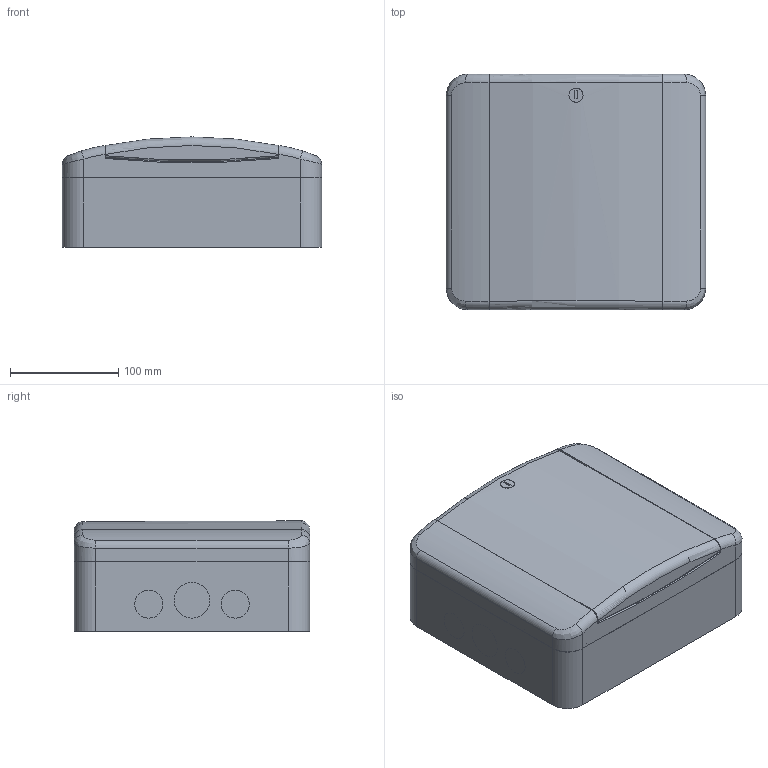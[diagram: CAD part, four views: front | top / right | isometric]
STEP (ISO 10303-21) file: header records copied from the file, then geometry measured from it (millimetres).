
FILE_DESCRIPTION (( 'STEP AP214' ), '1' );
FILE_NAME ('鍔膲8 捘.STEP', '2023-04-12T07:34:13', ( '' ), ( '' ), 'SwSTEP 2.0', 'SolidWorks 2021', '' );
FILE_SCHEMA (( 'AUTOMOTIVE_DESIGN' ));
Length unit declared in the file: millimetre
Products named in the file (17): Ñàìîðåç 4õ10; âèíò_M4õ6; Âèíò 11õ27_¡¥§ à¨á®ª; DIN-ðåéêà L=168; 扻豵鵨 8; 攜歑攡 8; 諘蜱齁罻; 剒蜲錪; ﾇ瑟鶴 ﾑﾁ; Êðûøêà 8; Êëåìíûé çàæèì (8-40) ÑÁ; ﾘ琺矜 4; 鍔膲8 捘; Âèíò Ì4õ8; öèëèíäð çàìêà; Êëåìà 75; 砎鳽鳻 聬
Assembly tree (25 placements, depth 3):
  鍔膲8 捘
    扻豵鵨 8
    Êðûøêà 8
    攜歑攡 8
    Êëåìíûé çàæèì (8-40) ÑÁ
      Êëåìà 75  x2
      Âèíò Ì4õ8  x2
      砎鳽鳻 聬  x4
    DIN-ðåéêà L=168
    Âèíò 11õ27_¡¥§ à¨á®ª  x4
    Ñàìîðåç 4õ10  x2
    ﾇ瑟鶴 ﾑﾁ
      öèëèíäð çàìêà
      âèíò_M4õ6
      剒蜲錪
      ﾘ琺矜 4
    諘蜱齁罻
Bounding box: 240 x 218.05 x 101.99 mm (x, y, z)
Volume: 644286.8 mm3; surface area: 568536.9 mm2
Topology: 23 solids, 23 shells, 4631 faces, 12210 edges, 7917 vertices
Faces by surface type: plane 2431, cylinder 852, bspline 836, cone 351, torus 151, sphere 10
Entity records: 173546 total; most frequent: CARTESIAN_POINT 78020, ORIENTED_EDGE 21416, DIRECTION 16640, EDGE_CURVE 10708, VERTEX_POINT 6998, LINE 6672, VECTOR 6672, AXIS2_PLACEMENT_3D 4984
